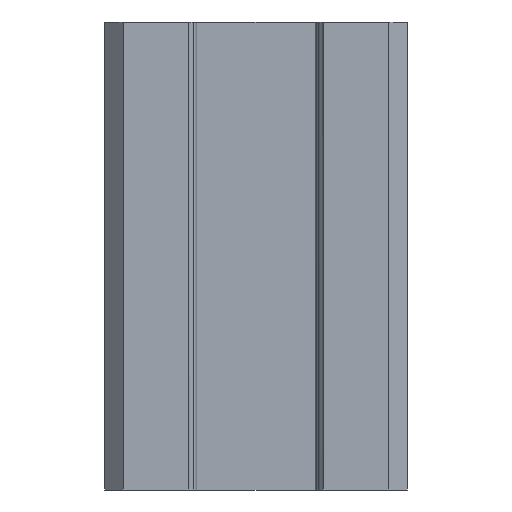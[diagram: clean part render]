
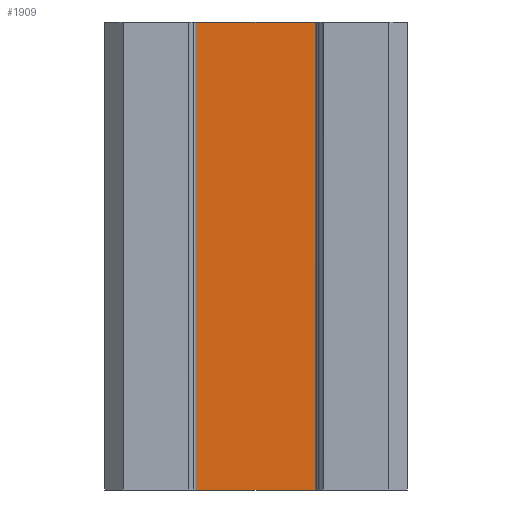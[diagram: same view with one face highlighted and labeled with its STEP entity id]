
A CAD part, front view. The second image highlights one B-rep face of the part: STEP entity #1909.
In plain terms, the highlighted planar face has unit normal (0, -1, 0).
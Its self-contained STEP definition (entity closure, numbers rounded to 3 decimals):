
#153=PLANE('',#2073);
#265=FACE_OUTER_BOUND('',#405,.T.);
#405=EDGE_LOOP('',(#1770,#1771,#1772,#1773));
#639=LINE('',#3398,#823);
#642=LINE('',#3403,#826);
#644=LINE('',#3407,#828);
#645=LINE('',#3409,#829);
#823=VECTOR('',#2567,8.426);
#826=VECTOR('',#2572,30.8);
#828=VECTOR('',#2576,8.426);
#829=VECTOR('',#2579,30.8);
#1002=VERTEX_POINT('',#3395);
#1003=VERTEX_POINT('',#3397);
#1004=VERTEX_POINT('',#3401);
#1005=VERTEX_POINT('',#3405);
#1255=EDGE_CURVE('',#1003,#1002,#639,.T.);
#1258=EDGE_CURVE('',#1002,#1004,#642,.T.);
#1260=EDGE_CURVE('',#1004,#1005,#644,.T.);
#1261=EDGE_CURVE('',#1005,#1003,#645,.T.);
#1770=ORIENTED_EDGE('',*,*,#1260,.T.);
#1771=ORIENTED_EDGE('',*,*,#1261,.T.);
#1772=ORIENTED_EDGE('',*,*,#1255,.T.);
#1773=ORIENTED_EDGE('',*,*,#1258,.T.);
#1909=ADVANCED_FACE('',(#265),#153,.T.);
#2073=AXIS2_PLACEMENT_3D('',#3410,#2580,#2581);
#2567=DIRECTION('',(-1.,0.,0.));
#2572=DIRECTION('',(0.,0.,-1.));
#2576=DIRECTION('',(1.,0.,0.));
#2579=DIRECTION('',(0.,0.,1.));
#2580=DIRECTION('center_axis',(0.,-1.,0.));
#2581=DIRECTION('ref_axis',(0.,0.,-1.));
#3395=CARTESIAN_POINT('',(-4.213,1.55,15.4));
#3397=CARTESIAN_POINT('',(4.213,1.55,15.4));
#3398=CARTESIAN_POINT('',(4.213,1.55,15.4));
#3401=CARTESIAN_POINT('',(-4.213,1.55,-15.4));
#3403=CARTESIAN_POINT('',(-4.213,1.55,-15.4));
#3405=CARTESIAN_POINT('',(4.213,1.55,-15.4));
#3407=CARTESIAN_POINT('',(4.213,1.55,-15.4));
#3409=CARTESIAN_POINT('',(4.213,1.55,-15.4));
#3410=CARTESIAN_POINT('Origin',(4.213,1.55,-15.4));
